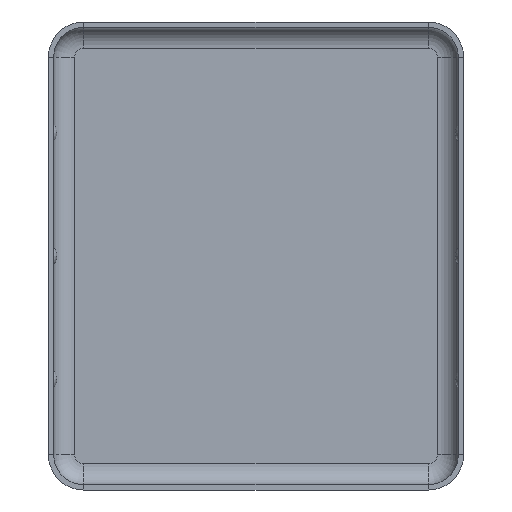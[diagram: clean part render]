
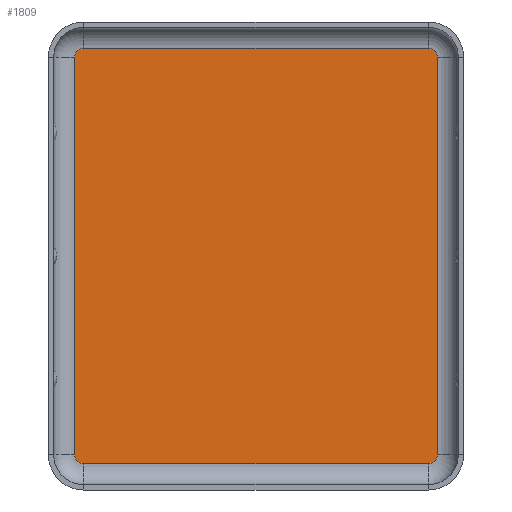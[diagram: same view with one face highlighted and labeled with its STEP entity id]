
A CAD part, front view. The second image highlights one B-rep face of the part: STEP entity #1809.
In plain terms, the highlighted planar face has unit normal (0, -1, 0).
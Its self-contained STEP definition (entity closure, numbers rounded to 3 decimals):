
#26 = EDGE_CURVE ( 'NONE', #404, #93, #371, .T. ) ;
#60 = PLANE ( 'NONE',  #976 ) ;
#72 = CIRCLE ( 'NONE', #477, 0.5 ) ;
#93 = VERTEX_POINT ( 'NONE', #622 ) ;
#99 = DIRECTION ( 'NONE',  ( 0., -1., 0. ) ) ;
#130 = VERTEX_POINT ( 'NONE', #1693 ) ;
#137 = CARTESIAN_POINT ( 'NONE',  ( -9.8, 0., -11.8 ) ) ;
#145 = ORIENTED_EDGE ( 'NONE', *, *, #756, .F. ) ;
#150 = DIRECTION ( 'NONE',  ( -1., 0., 0. ) ) ;
#209 = DIRECTION ( 'NONE',  ( -1., 0., 0. ) ) ;
#217 = LINE ( 'NONE', #856, #1529 ) ;
#219 = CARTESIAN_POINT ( 'NONE',  ( 9.8, 0., -11.8 ) ) ;
#299 = EDGE_CURVE ( 'NONE', #130, #1356, #1835, .T. ) ;
#364 = CARTESIAN_POINT ( 'NONE',  ( -9.8, 0., -11.3 ) ) ;
#369 = CIRCLE ( 'NONE', #1738, 0.5 ) ;
#371 = LINE ( 'NONE', #1543, #1377 ) ;
#372 = VECTOR ( 'NONE', #1604, 1000. ) ;
#386 = DIRECTION ( 'NONE',  ( 0., 0., -1. ) ) ;
#404 = VERTEX_POINT ( 'NONE', #1458 ) ;
#454 = CARTESIAN_POINT ( 'NONE',  ( -9.8, 0., 11.3 ) ) ;
#477 = AXIS2_PLACEMENT_3D ( 'NONE', #454, #1717, #150 ) ;
#496 = EDGE_CURVE ( 'NONE', #1492, #1447, #764, .T. ) ;
#544 = DIRECTION ( 'NONE',  ( 0., -1., 0. ) ) ;
#563 = VERTEX_POINT ( 'NONE', #908 ) ;
#591 = VERTEX_POINT ( 'NONE', #777 ) ;
#622 = CARTESIAN_POINT ( 'NONE',  ( -10.3, 0., -11.3 ) ) ;
#660 = ORIENTED_EDGE ( 'NONE', *, *, #299, .F. ) ;
#714 = DIRECTION ( 'NONE',  ( 1., 0., 0. ) ) ;
#756 = EDGE_CURVE ( 'NONE', #404, #591, #72, .T. ) ;
#764 = LINE ( 'NONE', #1194, #372 ) ;
#773 = DIRECTION ( 'NONE',  ( 0., 0., -1. ) ) ;
#777 = CARTESIAN_POINT ( 'NONE',  ( -9.8, 0., 11.8 ) ) ;
#780 = DIRECTION ( 'NONE',  ( 0., 1., 0. ) ) ;
#837 = EDGE_LOOP ( 'NONE', ( #660, #902, #1469, #1128, #1318, #145, #1539, #1184 ) ) ;
#856 = CARTESIAN_POINT ( 'NONE',  ( 9.8, 0., 11.8 ) ) ;
#898 = DIRECTION ( 'NONE',  ( 0., -1., 0. ) ) ;
#902 = ORIENTED_EDGE ( 'NONE', *, *, #911, .F. ) ;
#908 = CARTESIAN_POINT ( 'NONE',  ( 9.8, 0., 11.8 ) ) ;
#911 = EDGE_CURVE ( 'NONE', #1447, #130, #369, .T. ) ;
#936 = FACE_OUTER_BOUND ( 'NONE', #837, .T. ) ;
#976 = AXIS2_PLACEMENT_3D ( 'NONE', #1175, #898, #773 ) ;
#991 = VECTOR ( 'NONE', #209, 1000. ) ;
#993 = CARTESIAN_POINT ( 'NONE',  ( 9.8, 0., 11.3 ) ) ;
#1007 = EDGE_CURVE ( 'NONE', #93, #1356, #1179, .T. ) ;
#1070 = CIRCLE ( 'NONE', #1203, 0.5 ) ;
#1079 = CARTESIAN_POINT ( 'NONE',  ( 9.8, 0., -11.3 ) ) ;
#1092 = CARTESIAN_POINT ( 'NONE',  ( 10.3, 0., -11.3 ) ) ;
#1128 = ORIENTED_EDGE ( 'NONE', *, *, #1536, .T. ) ;
#1175 = CARTESIAN_POINT ( 'NONE',  ( 9.8, 0., -11.3 ) ) ;
#1179 = CIRCLE ( 'NONE', #1340, 0.5 ) ;
#1184 = ORIENTED_EDGE ( 'NONE', *, *, #1007, .T. ) ;
#1194 = CARTESIAN_POINT ( 'NONE',  ( 10.3, 0., 0. ) ) ;
#1203 = AXIS2_PLACEMENT_3D ( 'NONE', #993, #544, #714 ) ;
#1243 = CARTESIAN_POINT ( 'NONE',  ( 10.3, 0., 11.3 ) ) ;
#1318 = ORIENTED_EDGE ( 'NONE', *, *, #1647, .T. ) ;
#1340 = AXIS2_PLACEMENT_3D ( 'NONE', #364, #99, #1368 ) ;
#1343 = DIRECTION ( 'NONE',  ( 1., 0., 0. ) ) ;
#1356 = VERTEX_POINT ( 'NONE', #137 ) ;
#1368 = DIRECTION ( 'NONE',  ( -1., 0., 0. ) ) ;
#1377 = VECTOR ( 'NONE', #386, 1000. ) ;
#1447 = VERTEX_POINT ( 'NONE', #1092 ) ;
#1458 = CARTESIAN_POINT ( 'NONE',  ( -10.3, 0., 11.3 ) ) ;
#1469 = ORIENTED_EDGE ( 'NONE', *, *, #496, .F. ) ;
#1492 = VERTEX_POINT ( 'NONE', #1243 ) ;
#1529 = VECTOR ( 'NONE', #1551, 1000. ) ;
#1536 = EDGE_CURVE ( 'NONE', #1492, #563, #1070, .T. ) ;
#1539 = ORIENTED_EDGE ( 'NONE', *, *, #26, .T. ) ;
#1543 = CARTESIAN_POINT ( 'NONE',  ( -10.3, 0., 0. ) ) ;
#1551 = DIRECTION ( 'NONE',  ( -1., 0., 0. ) ) ;
#1604 = DIRECTION ( 'NONE',  ( 0., 0., -1. ) ) ;
#1647 = EDGE_CURVE ( 'NONE', #563, #591, #217, .T. ) ;
#1693 = CARTESIAN_POINT ( 'NONE',  ( 9.8, 0., -11.8 ) ) ;
#1717 = DIRECTION ( 'NONE',  ( 0., 1., 0. ) ) ;
#1738 = AXIS2_PLACEMENT_3D ( 'NONE', #1079, #780, #1343 ) ;
#1809 = ADVANCED_FACE ( 'NONE', ( #936 ), #60, .T. ) ;
#1835 = LINE ( 'NONE', #219, #991 ) ;
